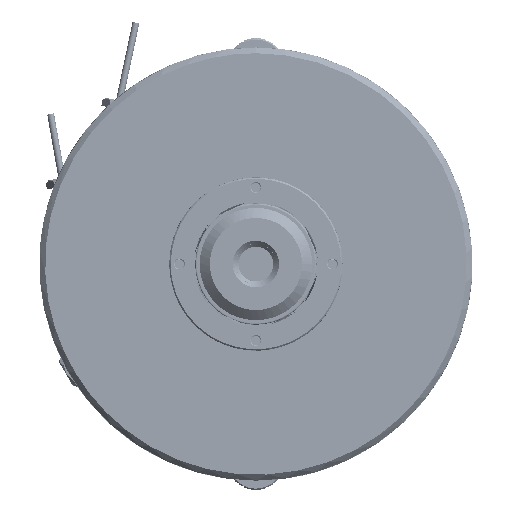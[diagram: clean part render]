
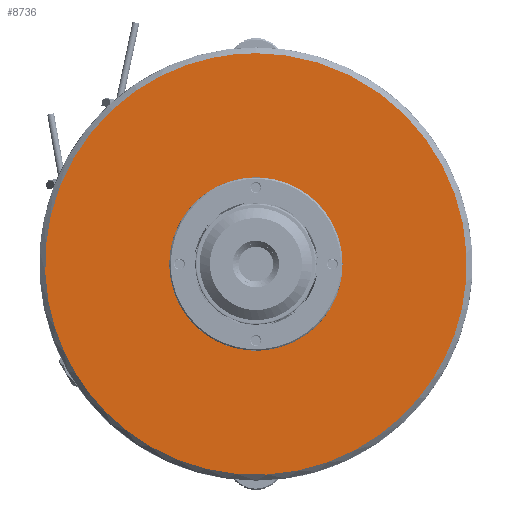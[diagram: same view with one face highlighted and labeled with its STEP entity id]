
A CAD part, front view. The second image highlights one B-rep face of the part: STEP entity #8736.
In plain terms, the highlighted free-form (B-spline) face has degree [1, 1] with [2, 2] control points.
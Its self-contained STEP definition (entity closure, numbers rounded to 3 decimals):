
#8701 = VERTEX_POINT('',#8702);
#8702 = CARTESIAN_POINT('',(0.,2.084,
    76.053));
#8707 = EDGE_CURVE('',#8701,#8701,#8708,.T.);
#8708 = ( BOUNDED_CURVE() B_SPLINE_CURVE(2,(#8709,#8710,#8711,#8712,
#8713,#8714,#8715),.UNSPECIFIED.,.T.,.F.) B_SPLINE_CURVE_WITH_KNOTS((3,2
    ,2,3),(3.142,5.236,7.33,9.425),
.PIECEWISE_BEZIER_KNOTS.) CURVE() GEOMETRIC_REPRESENTATION_ITEM() 
RATIONAL_B_SPLINE_CURVE((1.,0.5,1.,0.5,1.,0.5,1.)) REPRESENTATION_ITEM(
  '') );
#8709 = CARTESIAN_POINT('',(0.,2.084,
    76.053));
#8710 = CARTESIAN_POINT('',(131.728,2.084,
    76.053));
#8711 = CARTESIAN_POINT('',(65.864,2.084,
    -38.027));
#8712 = CARTESIAN_POINT('',(0.,2.084,
    -152.106));
#8713 = CARTESIAN_POINT('',(-65.864,2.084,-38.027
    ));
#8714 = CARTESIAN_POINT('',(-131.728,2.084,
    76.053));
#8715 = CARTESIAN_POINT('',(0.,2.084,
    76.053));
#8736 = ADVANCED_FACE('',(#8737,#8740),#8754,.T.);
#8737 = FACE_BOUND('',#8738,.T.);
#8738 = EDGE_LOOP('',(#8739));
#8739 = ORIENTED_EDGE('',*,*,#8707,.F.);
#8740 = FACE_BOUND('',#8741,.T.);
#8741 = EDGE_LOOP('',(#8742));
#8742 = ORIENTED_EDGE('',*,*,#8743,.F.);
#8743 = EDGE_CURVE('',#8744,#8744,#8746,.T.);
#8744 = VERTEX_POINT('',#8745);
#8745 = CARTESIAN_POINT('',(0.,2.084,
    31.255));
#8746 = ( BOUNDED_CURVE() B_SPLINE_CURVE(2,(#8747,#8748,#8749,#8750,
#8751,#8752,#8753),.UNSPECIFIED.,.T.,.F.) B_SPLINE_CURVE_WITH_KNOTS((3,2
    ,2,3),(3.142,5.236,7.33,9.425),
.PIECEWISE_BEZIER_KNOTS.) CURVE() GEOMETRIC_REPRESENTATION_ITEM() 
RATIONAL_B_SPLINE_CURVE((1.,0.5,1.,0.5,1.,0.5,1.)) REPRESENTATION_ITEM(
  '') );
#8747 = CARTESIAN_POINT('',(0.,2.084,
    31.255));
#8748 = CARTESIAN_POINT('',(-54.135,2.084,
    31.255));
#8749 = CARTESIAN_POINT('',(-27.067,2.084,
    -15.627));
#8750 = CARTESIAN_POINT('',(0.,2.084,
    -62.509));
#8751 = CARTESIAN_POINT('',(27.067,2.084,
    -15.627));
#8752 = CARTESIAN_POINT('',(54.135,2.084,
    31.255));
#8753 = CARTESIAN_POINT('',(0.,2.084,
    31.255));
#8754 = B_SPLINE_SURFACE_WITH_KNOTS('',1,1,(
    (#8755,#8756)
    ,(#8757,#8758
    )),.UNSPECIFIED.,.F.,.F.,.F.,(2,2),(2,2),(-73.,73.),(-73.,73.),
  .PIECEWISE_BEZIER_KNOTS.);
#8755 = CARTESIAN_POINT('',(-76.053,2.084,
    76.053));
#8756 = CARTESIAN_POINT('',(76.053,2.084,
    76.053));
#8757 = CARTESIAN_POINT('',(-76.053,2.084,
    -76.053));
#8758 = CARTESIAN_POINT('',(76.053,2.084,
    -76.053));
